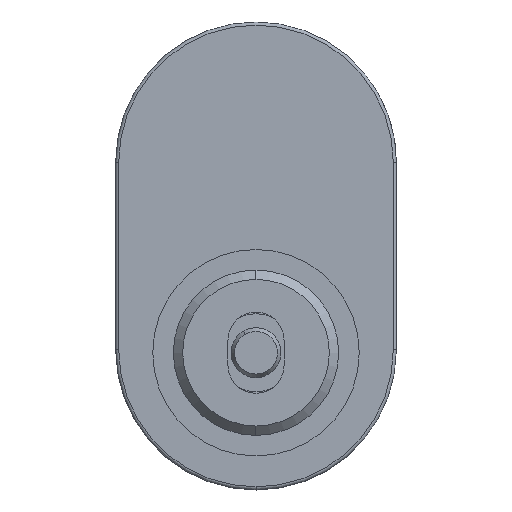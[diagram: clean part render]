
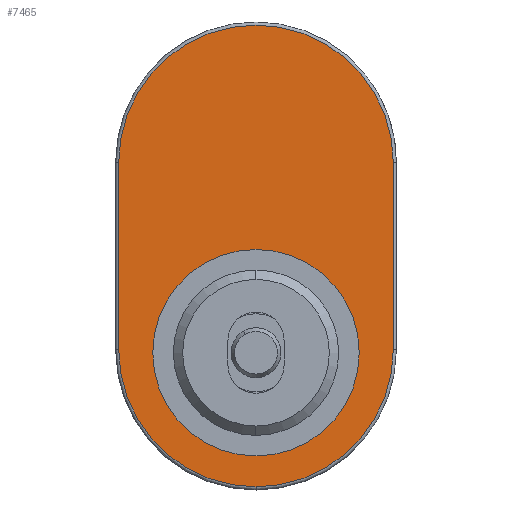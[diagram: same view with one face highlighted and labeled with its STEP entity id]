
A CAD part, left-side view. The second image highlights one B-rep face of the part: STEP entity #7465.
In plain terms, the highlighted planar face has unit normal (-1, 0, 0).
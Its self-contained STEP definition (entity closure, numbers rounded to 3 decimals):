
#97 = DIRECTION ( 'NONE',  ( -1., 0., 0. ) ) ;
#952 = VERTEX_POINT ( 'NONE', #24219 ) ;
#2089 = DIRECTION ( 'NONE',  ( -1., 0., 0. ) ) ;
#3032 = LINE ( 'NONE', #19957, #58419 ) ;
#3350 = AXIS2_PLACEMENT_3D ( 'NONE', #17091, #22430, #57542 ) ;
#3732 = EDGE_CURVE ( 'NONE', #27542, #952, #30252, .T. ) ;
#4622 = DIRECTION ( 'NONE',  ( 0., 0., 1. ) ) ;
#4656 = FACE_BOUND ( 'NONE', #59918, .T. ) ;
#5224 = DIRECTION ( 'NONE',  ( 0., 0., -1. ) ) ;
#5428 = VERTEX_POINT ( 'NONE', #62959 ) ;
#6012 = EDGE_CURVE ( 'NONE', #952, #27542, #8639, .T. ) ;
#6776 = CARTESIAN_POINT ( 'NONE',  ( -6.2, 0., -15.5 ) ) ;
#7465 = ADVANCED_FACE ( 'NONE', ( #59211, #4656 ), #56265, .F. ) ;
#8639 = CIRCLE ( 'NONE', #3350, 16.55 ) ;
#9563 = ORIENTED_EDGE ( 'NONE', *, *, #6012, .F. ) ;
#10735 = EDGE_LOOP ( 'NONE', ( #21376, #10878, #45335, #48835, #34053 ) ) ;
#10878 = ORIENTED_EDGE ( 'NONE', *, *, #46957, .T. ) ;
#12753 = EDGE_CURVE ( 'NONE', #14260, #54431, #25755, .T. ) ;
#14260 = VERTEX_POINT ( 'NONE', #51395 ) ;
#14520 = CARTESIAN_POINT ( 'NONE',  ( -6.2, 0., -32.05 ) ) ;
#15569 = DIRECTION ( 'NONE',  ( 0., 0., -1. ) ) ;
#16963 = CARTESIAN_POINT ( 'NONE',  ( -6.2, 0., -15. ) ) ;
#17091 = CARTESIAN_POINT ( 'NONE',  ( -6.2, 0., -15.5 ) ) ;
#17096 = AXIS2_PLACEMENT_3D ( 'NONE', #16963, #52968, #17172 ) ;
#17172 = DIRECTION ( 'NONE',  ( 0., 0., -1. ) ) ;
#17322 = EDGE_CURVE ( 'NONE', #5428, #14260, #39649, .T. ) ;
#19957 = CARTESIAN_POINT ( 'NONE',  ( -6.2, 22., -15. ) ) ;
#20957 = CIRCLE ( 'NONE', #54766, 22. ) ;
#21147 = CARTESIAN_POINT ( 'NONE',  ( -6.2, 0., 15. ) ) ;
#21376 = ORIENTED_EDGE ( 'NONE', *, *, #59830, .T. ) ;
#21671 = EDGE_CURVE ( 'NONE', #54431, #44603, #39605, .T. ) ;
#22430 = DIRECTION ( 'NONE',  ( -1., 0., 0. ) ) ;
#22491 = CARTESIAN_POINT ( 'NONE',  ( -6.2, -22., 15. ) ) ;
#22714 = DIRECTION ( 'NONE',  ( -1., 0., 0. ) ) ;
#22981 = VECTOR ( 'NONE', #4622, 1000. ) ;
#23339 = AXIS2_PLACEMENT_3D ( 'NONE', #21147, #56034, #15569 ) ;
#23701 = CARTESIAN_POINT ( 'NONE',  ( -6.2, -22., 15. ) ) ;
#24219 = CARTESIAN_POINT ( 'NONE',  ( -6.2, 0., 1.05 ) ) ;
#24952 = AXIS2_PLACEMENT_3D ( 'NONE', #6776, #22714, #62696 ) ;
#25755 = CIRCLE ( 'NONE', #17096, 22. ) ;
#27542 = VERTEX_POINT ( 'NONE', #14520 ) ;
#30252 = CIRCLE ( 'NONE', #24952, 16.55 ) ;
#31139 = CARTESIAN_POINT ( 'NONE',  ( -6.2, -22., -15. ) ) ;
#34053 = ORIENTED_EDGE ( 'NONE', *, *, #21671, .T. ) ;
#35523 = CARTESIAN_POINT ( 'NONE',  ( -6.2, 0., -15. ) ) ;
#39605 = LINE ( 'NONE', #23701, #22981 ) ;
#39649 = CIRCLE ( 'NONE', #45715, 22. ) ;
#40720 = CARTESIAN_POINT ( 'NONE',  ( -6.2, 22., 15. ) ) ;
#42806 = CARTESIAN_POINT ( 'NONE',  ( -6.2, 0., 15. ) ) ;
#42826 = ORIENTED_EDGE ( 'NONE', *, *, #3732, .F. ) ;
#44603 = VERTEX_POINT ( 'NONE', #22491 ) ;
#45335 = ORIENTED_EDGE ( 'NONE', *, *, #17322, .T. ) ;
#45715 = AXIS2_PLACEMENT_3D ( 'NONE', #35523, #97, #5224 ) ;
#46957 = EDGE_CURVE ( 'NONE', #59377, #5428, #3032, .T. ) ;
#48835 = ORIENTED_EDGE ( 'NONE', *, *, #12753, .T. ) ;
#51395 = CARTESIAN_POINT ( 'NONE',  ( -6.2, 0., -37. ) ) ;
#52302 = DIRECTION ( 'NONE',  ( 0., 0., -1. ) ) ;
#52968 = DIRECTION ( 'NONE',  ( -1., 0., 0. ) ) ;
#54431 = VERTEX_POINT ( 'NONE', #31139 ) ;
#54766 = AXIS2_PLACEMENT_3D ( 'NONE', #42806, #2089, #52302 ) ;
#55315 = DIRECTION ( 'NONE',  ( 0., 0., -1. ) ) ;
#56034 = DIRECTION ( 'NONE',  ( 1., 0., 0. ) ) ;
#56265 = PLANE ( 'NONE',  #23339 ) ;
#57542 = DIRECTION ( 'NONE',  ( 0., 0., 1. ) ) ;
#58419 = VECTOR ( 'NONE', #55315, 1000. ) ;
#59211 = FACE_OUTER_BOUND ( 'NONE', #10735, .T. ) ;
#59377 = VERTEX_POINT ( 'NONE', #40720 ) ;
#59830 = EDGE_CURVE ( 'NONE', #44603, #59377, #20957, .T. ) ;
#59918 = EDGE_LOOP ( 'NONE', ( #9563, #42826 ) ) ;
#62696 = DIRECTION ( 'NONE',  ( 0., 0., 1. ) ) ;
#62959 = CARTESIAN_POINT ( 'NONE',  ( -6.2, 22., -15. ) ) ;
